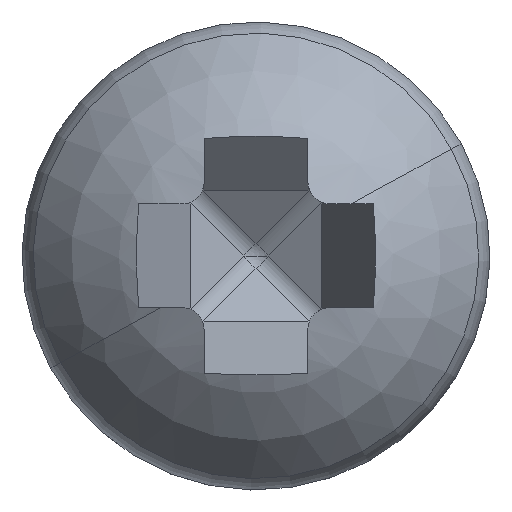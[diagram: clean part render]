
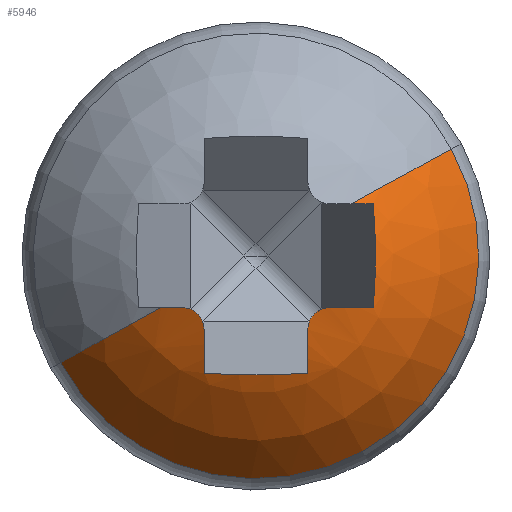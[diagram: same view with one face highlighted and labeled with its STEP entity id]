
A CAD part, top view. The second image highlights one B-rep face of the part: STEP entity #5946.
In plain terms, the highlighted spherical face has radius 1.8 mm.
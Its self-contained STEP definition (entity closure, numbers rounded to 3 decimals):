
#1990=CARTESIAN_POINT('',(0.355,0.,-0.5));
#1991=DIRECTION('',(1.,0.,0.));
#1992=DIRECTION('',(0.,-0.286,0.958));
#1993=AXIS2_PLACEMENT_3D('',#1990,#1991,#1992);
#1995=CARTESIAN_POINT('',(0.505,-0.355,
1.191));
#1996=CARTESIAN_POINT('',(0.489,-0.355,
1.196));
#1997=CARTESIAN_POINT('',(0.457,-0.36,
1.204));
#1998=CARTESIAN_POINT('',(0.415,-0.382,
1.21));
#1999=CARTESIAN_POINT('',(0.382,-0.415,
1.21));
#2000=CARTESIAN_POINT('',(0.361,-0.456,
1.204));
#2001=CARTESIAN_POINT('',(0.355,-0.489,
1.196));
#2002=CARTESIAN_POINT('',(0.355,-0.505,
1.191));
#2004=CARTESIAN_POINT('',(0.,-0.355,-0.5));
#2005=DIRECTION('',(0.,-1.,0.));
#2006=DIRECTION('',(0.455,0.,0.891));
#2007=AXIS2_PLACEMENT_3D('',#2004,#2005,#2006);
#2009=CARTESIAN_POINT('',(0.07,0.,-0.532));
#2010=DIRECTION('',(-0.91,0.,0.415));
#2011=DIRECTION('',(0.407,-0.197,0.892));
#2012=AXIS2_PLACEMENT_3D('',#2009,#2010,#2011);
#2014=CARTESIAN_POINT('',(0.,0.355,-0.5));
#2015=DIRECTION('',(0.,-1.,0.));
#2016=DIRECTION('',(0.455,0.,0.891));
#2017=AXIS2_PLACEMENT_3D('',#2014,#2015,#2016);
#2019=CARTESIAN_POINT('',(0.,0.,0.459));
#2020=DIRECTION('',(0.,0.,1.));
#2021=DIRECTION('',(-0.878,-0.479,0.));
#2022=AXIS2_PLACEMENT_3D('',#2019,#2020,#2021);
#2024=CARTESIAN_POINT('',(0.,-0.355,-0.5));
#2025=DIRECTION('',(0.,-1.,0.));
#2026=DIRECTION('',(-0.286,0.,0.958));
#2027=AXIS2_PLACEMENT_3D('',#2024,#2025,#2026);
#2029=CARTESIAN_POINT('',(-0.355,-0.505,
1.191));
#2030=CARTESIAN_POINT('',(-0.355,-0.489,
1.196));
#2031=CARTESIAN_POINT('',(-0.36,-0.457,
1.204));
#2032=CARTESIAN_POINT('',(-0.382,-0.415,
1.21));
#2033=CARTESIAN_POINT('',(-0.415,-0.382,
1.21));
#2034=CARTESIAN_POINT('',(-0.456,-0.361,
1.204));
#2035=CARTESIAN_POINT('',(-0.489,-0.355,
1.196));
#2036=CARTESIAN_POINT('',(-0.505,-0.355,
1.191));
#2038=CARTESIAN_POINT('',(-0.355,0.,-0.5));
#2039=DIRECTION('',(-1.,0.,0.));
#2040=DIRECTION('',(0.,-0.455,0.891));
#2041=AXIS2_PLACEMENT_3D('',#2038,#2039,#2040);
#2043=CARTESIAN_POINT('',(0.,-0.07,-0.532));
#2044=DIRECTION('',(0.,-0.91,-0.415));
#2045=DIRECTION('',(0.197,-0.407,0.892));
#2046=AXIS2_PLACEMENT_3D('',#2043,#2044,#2045);
#2165=CARTESIAN_POINT('',(0.,0.,-0.5));
#2166=DIRECTION('',(-0.479,0.878,0.));
#2167=DIRECTION('',(-0.743,-0.406,0.533));
#2168=AXIS2_PLACEMENT_3D('',#2165,#2166,#2167);
#2175=CARTESIAN_POINT('',(0.,0.,-0.5));
#2176=DIRECTION('',(-0.479,0.878,0.));
#2177=DIRECTION('',(0.361,0.197,0.911));
#2178=AXIS2_PLACEMENT_3D('',#2175,#2176,#2177);
#2425=CARTESIAN_POINT('',(1.337,0.73,
0.459));
#2426=CARTESIAN_POINT('',(-1.337,-0.73,
0.459));
#2427=VERTEX_POINT('',#2425);
#2428=VERTEX_POINT('',#2426);
#2429=CARTESIAN_POINT('',(0.802,-0.355,1.072));
#2430=CARTESIAN_POINT('',(0.802,0.355,1.072));
#2431=VERTEX_POINT('',#2429);
#2432=VERTEX_POINT('',#2430);
#2433=CARTESIAN_POINT('',(0.65,0.355,1.141));
#2434=VERTEX_POINT('',#2433);
#2439=CARTESIAN_POINT('',(-0.65,-0.355,1.141));
#2440=VERTEX_POINT('',#2439);
#2445=CARTESIAN_POINT('',(0.355,-0.802,1.072));
#2446=CARTESIAN_POINT('',(-0.355,-0.802,1.072));
#2447=VERTEX_POINT('',#2445);
#2448=VERTEX_POINT('',#2446);
#2449=CARTESIAN_POINT('',(-0.505,-0.355,
1.191));
#2451=VERTEX_POINT('',#2449);
#2453=CARTESIAN_POINT('',(-0.355,-0.505,
1.191));
#2455=VERTEX_POINT('',#2453);
#2467=CARTESIAN_POINT('',(0.355,-0.505,
1.191));
#2469=VERTEX_POINT('',#2467);
#2471=CARTESIAN_POINT('',(0.505,-0.355,
1.191));
#2473=VERTEX_POINT('',#2471);
#5916=CARTESIAN_POINT('',(0.,0.,-0.5));
#5917=DIRECTION('',(0.,0.,1.));
#5918=DIRECTION('',(0.878,0.479,0.));
#5919=AXIS2_PLACEMENT_3D('',#5916,#5917,#5918);
#5920=SPHERICAL_SURFACE('970',#5919,1.8);
#5922=ORIENTED_EDGE('864',*,*,#5921,.F.);
#5924=ORIENTED_EDGE('855',*,*,#5923,.F.);
#5926=ORIENTED_EDGE('863',*,*,#5925,.F.);
#5928=ORIENTED_EDGE('830',*,*,#5927,.T.);
#5930=ORIENTED_EDGE('831',*,*,#5929,.T.);
#5932=ORIENTED_EDGE('835',*,*,#5931,.T.);
#5933=ORIENTED_EDGE('829',*,*,#5910,.F.);
#5935=ORIENTED_EDGE('834',*,*,#5934,.T.);
#5937=ORIENTED_EDGE('850',*,*,#5936,.F.);
#5939=ORIENTED_EDGE('841',*,*,#5938,.F.);
#5941=ORIENTED_EDGE('851',*,*,#5940,.F.);
#5943=ORIENTED_EDGE('837',*,*,#5942,.F.);
#5944=EDGE_LOOP('970',(#5922,#5924,#5926,#5928,#5930,#5932,#5933,#5935,#5937,
#5939,#5941,#5943));
#5945=FACE_OUTER_BOUND('970',#5944,.F.);
#5946=ADVANCED_FACE('970',(#5945),#5920,.T.);
#1994=CIRCLE('864',#1993,1.765);
#2003=B_SPLINE_CURVE_WITH_KNOTS('855',3,(#1995,#1996,#1997,#1998,#1999,#2000,
#2001,#2002),.UNSPECIFIED.,.F.,.F.,(4,1,1,1,1,4),(0.,0.2,0.4,0.6,0.8,
1.),.UNSPECIFIED.);
#2008=CIRCLE('863',#2007,1.765);
#2013=CIRCLE('830',#2012,1.798);
#2018=CIRCLE('831',#2017,1.765);
#2023=CIRCLE('829',#2022,1.523);
#2028=CIRCLE('850',#2027,1.765);
#2037=B_SPLINE_CURVE_WITH_KNOTS('841',3,(#2029,#2030,#2031,#2032,#2033,#2034,
#2035,#2036),.UNSPECIFIED.,.F.,.F.,(4,1,1,1,1,4),(0.,0.2,0.4,0.6,0.8,
1.),.UNSPECIFIED.);
#2042=CIRCLE('851',#2041,1.765);
#2047=CIRCLE('837',#2046,1.798);
#2169=CIRCLE('834',#2168,1.8);
#2179=CIRCLE('835',#2178,1.8);
#5910=EDGE_CURVE('829',#2428,#2427,#2023,.T.);
#5921=EDGE_CURVE('864',#2469,#2447,#1994,.T.);
#5923=EDGE_CURVE('855',#2473,#2469,#2003,.T.);
#5925=EDGE_CURVE('863',#2431,#2473,#2008,.T.);
#5927=EDGE_CURVE('830',#2431,#2432,#2013,.T.);
#5929=EDGE_CURVE('831',#2432,#2434,#2018,.T.);
#5931=EDGE_CURVE('835',#2434,#2427,#2179,.T.);
#5934=EDGE_CURVE('834',#2428,#2440,#2169,.T.);
#5936=EDGE_CURVE('850',#2451,#2440,#2028,.T.);
#5938=EDGE_CURVE('841',#2455,#2451,#2037,.T.);
#5940=EDGE_CURVE('851',#2448,#2455,#2042,.T.);
#5942=EDGE_CURVE('837',#2447,#2448,#2047,.T.);
